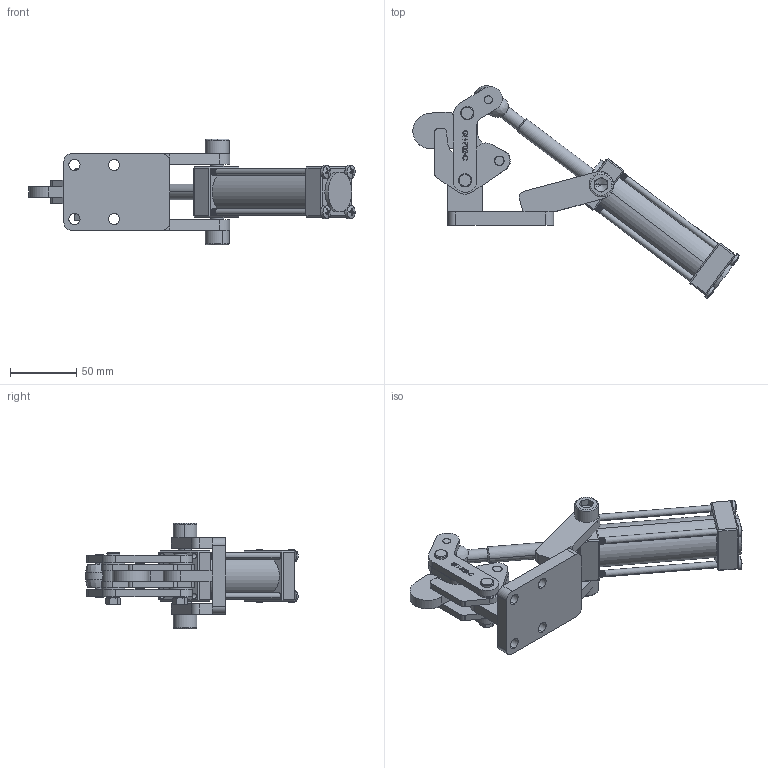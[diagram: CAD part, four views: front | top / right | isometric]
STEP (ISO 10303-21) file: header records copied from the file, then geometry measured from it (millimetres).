
FILE_DESCRIPTION (( 'STEP AP214' ), '1' );
FILE_NAME ('GH-702-CA(Â²¤Æ).STEP', '2020-07-22T05:55:08', ( 'LinWei' ), ( '' ), 'SwSTEP 2.0', 'SolidWorks 2016', '' );
FILE_SCHEMA (( 'AUTOMOTIVE_DESIGN' ));
Length unit declared in the file: millimetre
Products named in the file (8): Group3^GH-702-CA(簡化); Group2^GH-702-CA(簡化); Group1^GH-702-CA(簡化); GH-702-CA(簡化); 702CA氣缸-1^GH-702-CA(簡化); 3700108-1^GH-702-CA(簡化); Group6^GH-702-CA(簡化); Group5^GH-702-CA(簡化)
Assembly tree (7 placements, depth 2):
  GH-702-CA(簡化)
    Group1^GH-702-CA(簡化)
    Group2^GH-702-CA(簡化)
    Group3^GH-702-CA(簡化)
    Group5^GH-702-CA(簡化)
    Group6^GH-702-CA(簡化)
    3700108-1^GH-702-CA(簡化)
    702CA氣缸-1^GH-702-CA(簡化)
Bounding box: 247.02 x 160.82 x 80 mm (x, y, z)
Volume: 225377.6 mm3; surface area: 99275.6 mm2
Topology: 7 solids, 7 shells, 902 faces, 2395 edges, 1556 vertices
Faces by surface type: plane 398, cylinder 263, cone 188, bspline 41, sphere 8, torus 4
Entity records: 34472 total; most frequent: CARTESIAN_POINT 8746, DIRECTION 4879, ORIENTED_EDGE 4774, EDGE_CURVE 2387, AXIS2_PLACEMENT_3D 1797, VERTEX_POINT 1556, LINE 1285, VECTOR 1285
